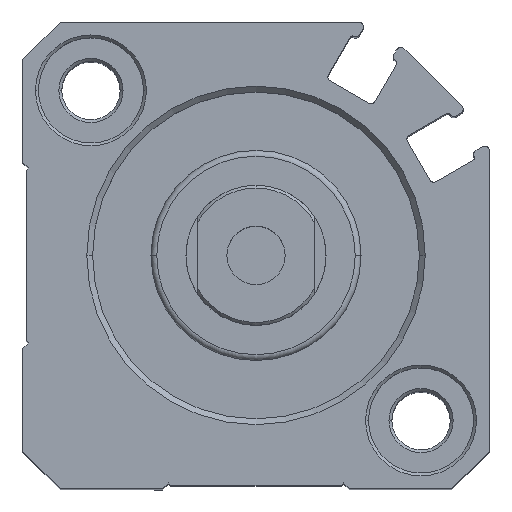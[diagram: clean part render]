
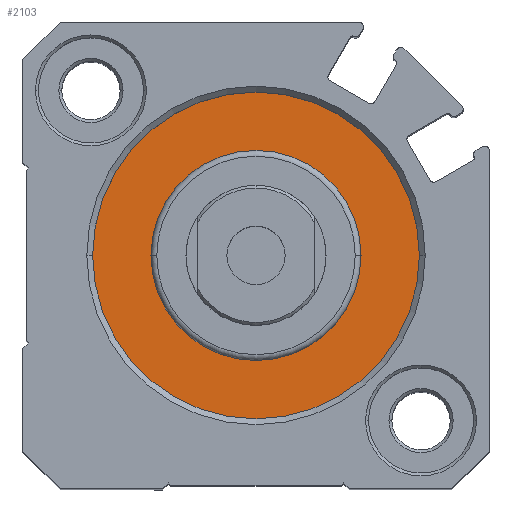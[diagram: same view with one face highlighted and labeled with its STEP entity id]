
A CAD part, top view. The second image highlights one B-rep face of the part: STEP entity #2103.
In plain terms, the highlighted planar face has unit normal (0, 0, 1).
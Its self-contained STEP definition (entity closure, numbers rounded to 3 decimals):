
#226 = CIRCLE ( 'NONE', #3968, 14. ) ;
#299 = ORIENTED_EDGE ( 'NONE', *, *, #748, .T. ) ;
#353 = DIRECTION ( 'NONE',  ( 1., 0., 0. ) ) ;
#461 = AXIS2_PLACEMENT_3D ( 'NONE', #2990, #987, #3339 ) ;
#561 = CARTESIAN_POINT ( 'NONE',  ( -14., 0., 26.05 ) ) ;
#748 = EDGE_CURVE ( 'NONE', #1984, #1248, #226, .T. ) ;
#780 = VERTEX_POINT ( 'NONE', #2112 ) ;
#834 = DIRECTION ( 'NONE',  ( 0., 0., 1. ) ) ;
#856 = VERTEX_POINT ( 'NONE', #2143 ) ;
#987 = DIRECTION ( 'NONE',  ( 0., 0., 1. ) ) ;
#1248 = VERTEX_POINT ( 'NONE', #2521 ) ;
#1319 = EDGE_CURVE ( 'NONE', #1248, #1984, #4405, .T. ) ;
#1562 = ORIENTED_EDGE ( 'NONE', *, *, #1319, .T. ) ;
#1571 = FACE_OUTER_BOUND ( 'NONE', #4176, .T. ) ;
#1592 = EDGE_CURVE ( 'NONE', #780, #856, #3422, .T. ) ;
#1674 = FACE_BOUND ( 'NONE', #2552, .T. ) ;
#1753 = CARTESIAN_POINT ( 'NONE',  ( 0., 0., 26.05 ) ) ;
#1937 = AXIS2_PLACEMENT_3D ( 'NONE', #2980, #4382, #2322 ) ;
#1984 = VERTEX_POINT ( 'NONE', #561 ) ;
#2093 = DIRECTION ( 'NONE',  ( 1., 0., 0. ) ) ;
#2103 = ADVANCED_FACE ( 'NONE', ( #1674, #1571 ), #4035, .T. ) ;
#2112 = CARTESIAN_POINT ( 'NONE',  ( 9., 0., 26.05 ) ) ;
#2143 = CARTESIAN_POINT ( 'NONE',  ( -9., 0., 26.05 ) ) ;
#2178 = ORIENTED_EDGE ( 'NONE', *, *, #3971, .F. ) ;
#2322 = DIRECTION ( 'NONE',  ( 1., 0., 0. ) ) ;
#2349 = DIRECTION ( 'NONE',  ( 0., 0., 1. ) ) ;
#2521 = CARTESIAN_POINT ( 'NONE',  ( 14., 0., 26.05 ) ) ;
#2552 = EDGE_LOOP ( 'NONE', ( #2178, #3074 ) ) ;
#2836 = CARTESIAN_POINT ( 'NONE',  ( 0., 0., 26.05 ) ) ;
#2980 = CARTESIAN_POINT ( 'NONE',  ( 0., 0., 26.05 ) ) ;
#2990 = CARTESIAN_POINT ( 'NONE',  ( 0., 0., 26.05 ) ) ;
#3074 = ORIENTED_EDGE ( 'NONE', *, *, #1592, .F. ) ;
#3160 = AXIS2_PLACEMENT_3D ( 'NONE', #4411, #2349, #353 ) ;
#3187 = DIRECTION ( 'NONE',  ( 1., 0., 0. ) ) ;
#3339 = DIRECTION ( 'NONE',  ( 1., 0., 0. ) ) ;
#3422 = CIRCLE ( 'NONE', #461, 9. ) ;
#3629 = CIRCLE ( 'NONE', #3160, 9. ) ;
#3790 = AXIS2_PLACEMENT_3D ( 'NONE', #2836, #834, #3187 ) ;
#3968 = AXIS2_PLACEMENT_3D ( 'NONE', #1753, #4155, #2093 ) ;
#3971 = EDGE_CURVE ( 'NONE', #856, #780, #3629, .T. ) ;
#4035 = PLANE ( 'NONE',  #1937 ) ;
#4155 = DIRECTION ( 'NONE',  ( 0., 0., 1. ) ) ;
#4176 = EDGE_LOOP ( 'NONE', ( #1562, #299 ) ) ;
#4382 = DIRECTION ( 'NONE',  ( 0., 0., 1. ) ) ;
#4405 = CIRCLE ( 'NONE', #3790, 14. ) ;
#4411 = CARTESIAN_POINT ( 'NONE',  ( 0., 0., 26.05 ) ) ;
